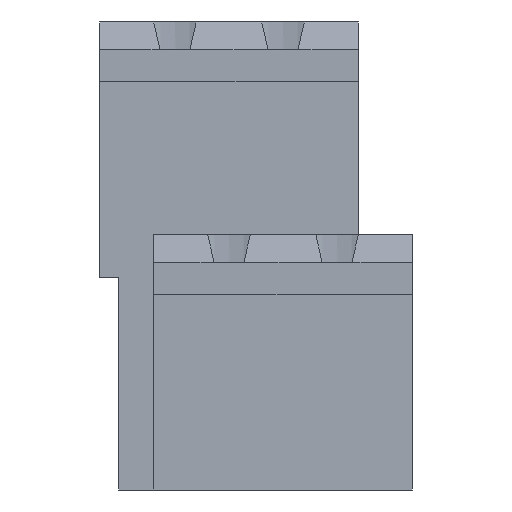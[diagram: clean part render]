
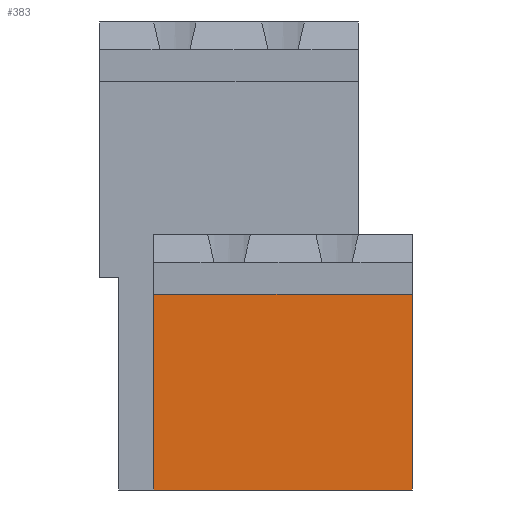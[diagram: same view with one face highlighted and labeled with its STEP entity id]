
A CAD part, front view. The second image highlights one B-rep face of the part: STEP entity #383.
In plain terms, the highlighted planar face has unit normal (0, -1, 0).
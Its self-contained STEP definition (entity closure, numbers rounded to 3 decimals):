
#383 = ADVANCED_FACE( '', ( #890 ), #891, .F. );
#890 = FACE_OUTER_BOUND( '', #1558, .T. );
#891 = PLANE( '', #1559 );
#1558 = EDGE_LOOP( '', ( #2419, #2420, #2421, #2422 ) );
#1559 = AXIS2_PLACEMENT_3D( '', #2423, #2424, #2425 );
#2419 = ORIENTED_EDGE( '', *, *, #4337, .F. );
#2420 = ORIENTED_EDGE( '', *, *, #4338, .F. );
#2421 = ORIENTED_EDGE( '', *, *, #4339, .F. );
#2422 = ORIENTED_EDGE( '', *, *, #4311, .F. );
#2423 = CARTESIAN_POINT( '', ( 0., -18.85, 0. ) );
#2424 = DIRECTION( '', ( 0., 1., 0. ) );
#2425 = DIRECTION( '', ( 0., 0., 1. ) );
#4311 = EDGE_CURVE( '', #5243, #5245, #5246, .T. );
#4337 = EDGE_CURVE( '', #5288, #5243, #5289, .T. );
#4338 = EDGE_CURVE( '', #5290, #5288, #5291, .T. );
#4339 = EDGE_CURVE( '', #5245, #5290, #5292, .T. );
#5243 = VERTEX_POINT( '', #6570 );
#5245 = VERTEX_POINT( '', #6573 );
#5246 = LINE( '', #6574, #6575 );
#5288 = VERTEX_POINT( '', #6634 );
#5289 = LINE( '', #6635, #6636 );
#5290 = VERTEX_POINT( '', #6637 );
#5291 = LINE( '', #6638, #6639 );
#5292 = LINE( '', #6640, #6641 );
#6570 = CARTESIAN_POINT( '', ( -3.54, -18.85, -1.8 ) );
#6573 = CARTESIAN_POINT( '', ( 8.62, -18.85, -1.8 ) );
#6574 = CARTESIAN_POINT( '', ( -3.54, -18.85, -1.8 ) );
#6575 = VECTOR( '', #8036, 1000. );
#6634 = CARTESIAN_POINT( '', ( -3.54, -18.85, -11. ) );
#6635 = CARTESIAN_POINT( '', ( -3.54, -18.85, -11. ) );
#6636 = VECTOR( '', #8060, 1000. );
#6637 = CARTESIAN_POINT( '', ( 8.62, -18.85, -11. ) );
#6638 = CARTESIAN_POINT( '', ( 8.62, -18.85, -11. ) );
#6639 = VECTOR( '', #8061, 1000. );
#6640 = CARTESIAN_POINT( '', ( 8.62, -18.85, -1.8 ) );
#6641 = VECTOR( '', #8062, 1000. );
#8036 = DIRECTION( '', ( 1., 0., 0. ) );
#8060 = DIRECTION( '', ( 0., 0., 1. ) );
#8061 = DIRECTION( '', ( -1., 0., 0. ) );
#8062 = DIRECTION( '', ( 0., 0., -1. ) );
